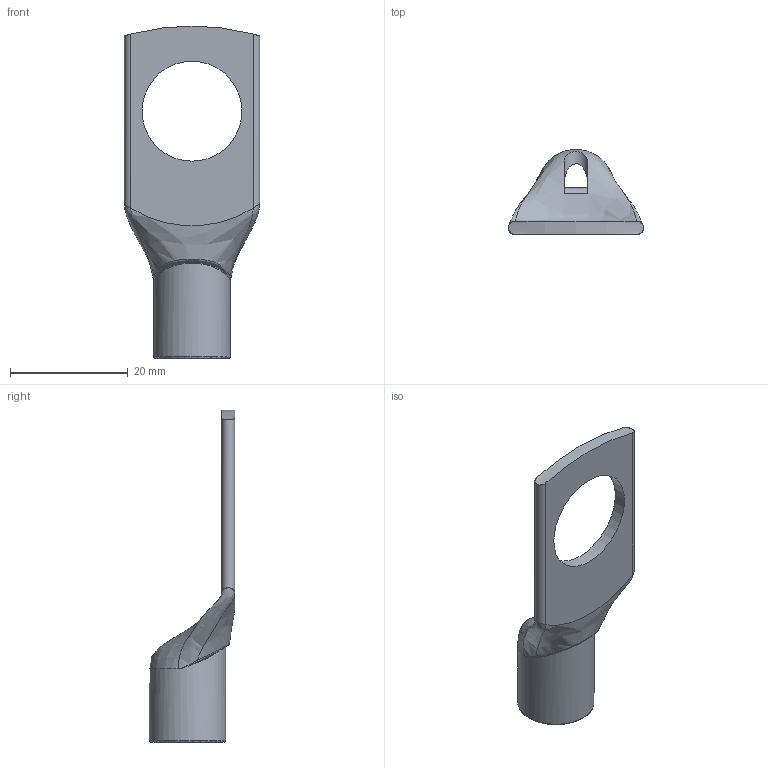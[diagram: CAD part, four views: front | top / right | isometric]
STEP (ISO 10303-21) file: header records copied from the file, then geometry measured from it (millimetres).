
FILE_DESCRIPTION((''),'2;1');
FILE_NAME('PK35-17.stp','2016-02-12T07:49:44',(''),(''),'Autodesk Inventor 2010','Autodesk Inventor 2010','');
FILE_SCHEMA(('AUTOMOTIVE_DESIGN { 1 0 10303 214 1 1 1 1 }'));
Length unit declared in the file: millimetre
Products named in the file (1): PK35-17
Bounding box: 23 x 14.5 x 56.49 mm (x, y, z)
Volume: 2806 mm3; surface area: 3005.3 mm2
Topology: 1 solids, 1 shells, 177 faces, 485 edges, 319 vertices
Faces by surface type: plane 85, bspline 54, cylinder 36, torus 1, cone 1
Full cylindrical faces by diameter (mm): 9 x1, 13 x1, 17 x1
Entity records: 6878 total; most frequent: CARTESIAN_POINT 2698, ORIENTED_EDGE 952, DIRECTION 696, EDGE_CURVE 476, VERTEX_POINT 317, VECTOR 274, LINE 274, AXIS2_PLACEMENT_3D 211
